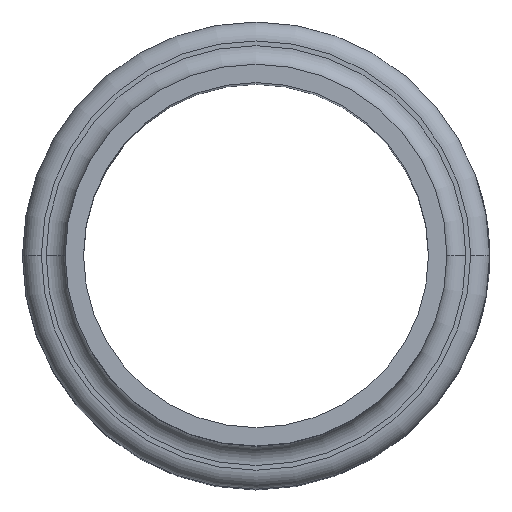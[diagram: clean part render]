
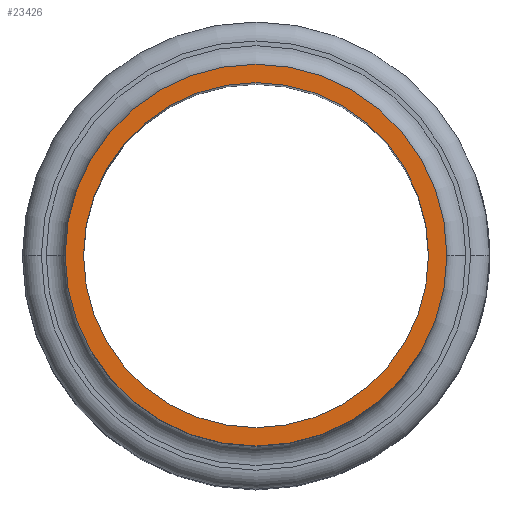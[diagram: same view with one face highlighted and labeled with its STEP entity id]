
A CAD part, top view. The second image highlights one B-rep face of the part: STEP entity #23426.
In plain terms, the highlighted planar face has unit normal (0, 0, 1).
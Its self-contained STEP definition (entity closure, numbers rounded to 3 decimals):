
#521 = DIRECTION ( 'NONE',  ( 1., 0., 0. ) ) ;
#526 = DIRECTION ( 'NONE',  ( -1., 0., 0. ) ) ;
#790 = CARTESIAN_POINT ( 'NONE',  ( 0., 28.25, 0. ) ) ;
#987 = AXIS2_PLACEMENT_3D ( 'NONE', #8586, #14966, #17187 ) ;
#3018 = CARTESIAN_POINT ( 'NONE',  ( 0., 0., 0. ) ) ;
#4537 = CARTESIAN_POINT ( 'NONE',  ( 0., 0., 0. ) ) ;
#4595 = DIRECTION ( 'NONE',  ( 0., 0., 1. ) ) ;
#8586 = CARTESIAN_POINT ( 'NONE',  ( 0., 0., 0. ) ) ;
#8620 = CARTESIAN_POINT ( 'NONE',  ( -27.25, 0., 0. ) ) ;
#8979 = FACE_BOUND ( 'NONE', #14341, .T. ) ;
#9588 = AXIS2_PLACEMENT_3D ( 'NONE', #15495, #13398, #15634 ) ;
#10149 = VERTEX_POINT ( 'NONE', #8620 ) ;
#11157 = CIRCLE ( 'NONE', #987, 30.15 ) ;
#11187 = DIRECTION ( 'NONE',  ( 0., 0., -1. ) ) ;
#11252 = EDGE_CURVE ( 'NONE', #27452, #26817, #24673, .T. ) ;
#11311 = EDGE_CURVE ( 'NONE', #10149, #23091, #12677, .T. ) ;
#11351 = CARTESIAN_POINT ( 'NONE',  ( 27.25, 0., 0. ) ) ;
#11472 = DIRECTION ( 'NONE',  ( 1., 0., 0. ) ) ;
#12238 = AXIS2_PLACEMENT_3D ( 'NONE', #4537, #19648, #521 ) ;
#12677 = CIRCLE ( 'NONE', #9588, 27.25 ) ;
#13324 = ORIENTED_EDGE ( 'NONE', *, *, #11311, .F. ) ;
#13350 = CIRCLE ( 'NONE', #16480, 27.25 ) ;
#13398 = DIRECTION ( 'NONE',  ( 0., 0., 1. ) ) ;
#13773 = EDGE_LOOP ( 'NONE', ( #22518, #17579 ) ) ;
#14341 = EDGE_LOOP ( 'NONE', ( #22511, #13324 ) ) ;
#14966 = DIRECTION ( 'NONE',  ( 0., 0., 1. ) ) ;
#15232 = PLANE ( 'NONE',  #27100 ) ;
#15495 = CARTESIAN_POINT ( 'NONE',  ( 0., 0., 0. ) ) ;
#15634 = DIRECTION ( 'NONE',  ( 1., 0., 0. ) ) ;
#16480 = AXIS2_PLACEMENT_3D ( 'NONE', #3018, #4595, #11472 ) ;
#17048 = CARTESIAN_POINT ( 'NONE',  ( -30.15, 0., 0. ) ) ;
#17187 = DIRECTION ( 'NONE',  ( 1., 0., 0. ) ) ;
#17579 = ORIENTED_EDGE ( 'NONE', *, *, #11252, .T. ) ;
#19291 = CARTESIAN_POINT ( 'NONE',  ( 30.15, 0., 0. ) ) ;
#19648 = DIRECTION ( 'NONE',  ( 0., 0., 1. ) ) ;
#20069 = FACE_OUTER_BOUND ( 'NONE', #13773, .T. ) ;
#22511 = ORIENTED_EDGE ( 'NONE', *, *, #24529, .F. ) ;
#22518 = ORIENTED_EDGE ( 'NONE', *, *, #25758, .T. ) ;
#23091 = VERTEX_POINT ( 'NONE', #11351 ) ;
#23426 = ADVANCED_FACE ( 'NONE', ( #8979, #20069 ), #15232, .F. ) ;
#24529 = EDGE_CURVE ( 'NONE', #23091, #10149, #13350, .T. ) ;
#24673 = CIRCLE ( 'NONE', #12238, 30.15 ) ;
#25758 = EDGE_CURVE ( 'NONE', #26817, #27452, #11157, .T. ) ;
#26817 = VERTEX_POINT ( 'NONE', #19291 ) ;
#27100 = AXIS2_PLACEMENT_3D ( 'NONE', #790, #11187, #526 ) ;
#27452 = VERTEX_POINT ( 'NONE', #17048 ) ;
